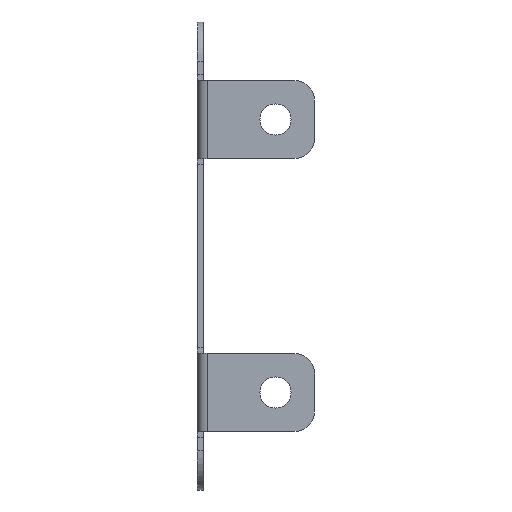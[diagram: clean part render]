
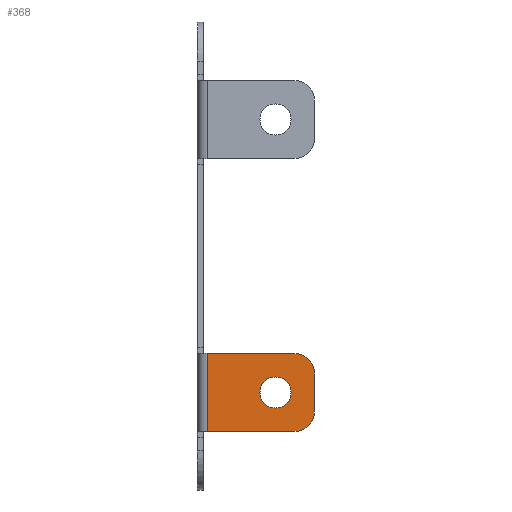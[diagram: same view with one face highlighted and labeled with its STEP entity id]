
A CAD part, left-side view. The second image highlights one B-rep face of the part: STEP entity #368.
In plain terms, the highlighted planar face has unit normal (-1, 0, 0).
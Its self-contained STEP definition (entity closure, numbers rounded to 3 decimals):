
#20 = CARTESIAN_POINT ( 'NONE',  ( -30., -30., -25. ) ) ;
#22 = VERTEX_POINT ( 'NONE', #2296 ) ;
#36 = ORIENTED_EDGE ( 'NONE', *, *, #2208, .F. ) ;
#43 = VERTEX_POINT ( 'NONE', #961 ) ;
#116 = CARTESIAN_POINT ( 'NONE',  ( -30., -25., -30. ) ) ;
#160 = DIRECTION ( 'NONE',  ( -1., 0., 0. ) ) ;
#202 = EDGE_LOOP ( 'NONE', ( #1202, #2802, #1109, #1036, #1555, #916 ) ) ;
#226 = DIRECTION ( 'NONE',  ( 0., 1., 0. ) ) ;
#245 = CARTESIAN_POINT ( 'NONE',  ( -30., -20., -35. ) ) ;
#254 = CARTESIAN_POINT ( 'NONE',  ( -30., 0., 0. ) ) ;
#261 = DIRECTION ( 'NONE',  ( -1., 0., 0. ) ) ;
#336 = EDGE_CURVE ( 'NONE', #1679, #2447, #1313, .T. ) ;
#352 = DIRECTION ( 'NONE',  ( 0., -1., 0. ) ) ;
#368 = ADVANCED_FACE ( 'NONE', ( #1559, #2700 ), #1546, .T. ) ;
#418 = VERTEX_POINT ( 'NONE', #1810 ) ;
#459 = DIRECTION ( 'NONE',  ( 0., 1., 0. ) ) ;
#506 = AXIS2_PLACEMENT_3D ( 'NONE', #116, #1010, #352 ) ;
#683 = VECTOR ( 'NONE', #1535, 1000. ) ;
#719 = VERTEX_POINT ( 'NONE', #2666 ) ;
#804 = DIRECTION ( 'NONE',  ( 0., 0., -1. ) ) ;
#839 = VERTEX_POINT ( 'NONE', #1570 ) ;
#875 = CIRCLE ( 'NONE', #2521, 4. ) ;
#911 = DIRECTION ( 'NONE',  ( 0., -1., 0. ) ) ;
#916 = ORIENTED_EDGE ( 'NONE', *, *, #2514, .T. ) ;
#932 = DIRECTION ( 'NONE',  ( 0., 1., 0. ) ) ;
#961 = CARTESIAN_POINT ( 'NONE',  ( -30., -30., -40. ) ) ;
#1010 = DIRECTION ( 'NONE',  ( -1., 0., 0. ) ) ;
#1036 = ORIENTED_EDGE ( 'NONE', *, *, #336, .T. ) ;
#1052 = EDGE_CURVE ( 'NONE', #22, #43, #2559, .T. ) ;
#1093 = CARTESIAN_POINT ( 'NONE',  ( -30., -2.5, 0. ) ) ;
#1109 = ORIENTED_EDGE ( 'NONE', *, *, #1809, .F. ) ;
#1114 = CARTESIAN_POINT ( 'NONE',  ( -30., -20., -35. ) ) ;
#1156 = CARTESIAN_POINT ( 'NONE',  ( -30., -24., -35. ) ) ;
#1202 = ORIENTED_EDGE ( 'NONE', *, *, #2420, .F. ) ;
#1250 = LINE ( 'NONE', #2148, #2051 ) ;
#1261 = AXIS2_PLACEMENT_3D ( 'NONE', #254, #2713, #226 ) ;
#1313 = CIRCLE ( 'NONE', #506, 5. ) ;
#1375 = ORIENTED_EDGE ( 'NONE', *, *, #2601, .F. ) ;
#1490 = CARTESIAN_POINT ( 'NONE',  ( -30., -25., -25. ) ) ;
#1535 = DIRECTION ( 'NONE',  ( 0., 0., -1. ) ) ;
#1546 = PLANE ( 'NONE',  #1261 ) ;
#1555 = ORIENTED_EDGE ( 'NONE', *, *, #1986, .F. ) ;
#1559 = FACE_BOUND ( 'NONE', #2190, .T. ) ;
#1570 = CARTESIAN_POINT ( 'NONE',  ( -30., -16., -35. ) ) ;
#1679 = VERTEX_POINT ( 'NONE', #2034 ) ;
#1706 = CARTESIAN_POINT ( 'NONE',  ( -30., -1.5, -45. ) ) ;
#1809 = EDGE_CURVE ( 'NONE', #1679, #43, #1250, .T. ) ;
#1810 = CARTESIAN_POINT ( 'NONE',  ( -30., -2.5, -45. ) ) ;
#1940 = LINE ( 'NONE', #1706, #2803 ) ;
#1986 = EDGE_CURVE ( 'NONE', #719, #2447, #2031, .T. ) ;
#2008 = CIRCLE ( 'NONE', #2388, 4. ) ;
#2031 = LINE ( 'NONE', #20, #2862 ) ;
#2034 = CARTESIAN_POINT ( 'NONE',  ( -30., -30., -30. ) ) ;
#2051 = VECTOR ( 'NONE', #804, 1000. ) ;
#2148 = CARTESIAN_POINT ( 'NONE',  ( -30., -30., -45. ) ) ;
#2165 = DIRECTION ( 'NONE',  ( 0., 1., 0. ) ) ;
#2190 = EDGE_LOOP ( 'NONE', ( #36, #1375 ) ) ;
#2208 = EDGE_CURVE ( 'NONE', #2257, #839, #2008, .T. ) ;
#2257 = VERTEX_POINT ( 'NONE', #1156 ) ;
#2296 = CARTESIAN_POINT ( 'NONE',  ( -30., -25., -45. ) ) ;
#2388 = AXIS2_PLACEMENT_3D ( 'NONE', #1114, #261, #932 ) ;
#2420 = EDGE_CURVE ( 'NONE', #22, #418, #1940, .T. ) ;
#2447 = VERTEX_POINT ( 'NONE', #1490 ) ;
#2478 = DIRECTION ( 'NONE',  ( -1., 0., 0. ) ) ;
#2514 = EDGE_CURVE ( 'NONE', #719, #418, #2658, .T. ) ;
#2521 = AXIS2_PLACEMENT_3D ( 'NONE', #245, #2478, #459 ) ;
#2559 = CIRCLE ( 'NONE', #2752, 5. ) ;
#2601 = EDGE_CURVE ( 'NONE', #839, #2257, #875, .T. ) ;
#2614 = DIRECTION ( 'NONE',  ( 0., -1., 0. ) ) ;
#2658 = LINE ( 'NONE', #1093, #683 ) ;
#2666 = CARTESIAN_POINT ( 'NONE',  ( -30., -2.5, -25. ) ) ;
#2700 = FACE_OUTER_BOUND ( 'NONE', #202, .T. ) ;
#2713 = DIRECTION ( 'NONE',  ( -1., 0., 0. ) ) ;
#2752 = AXIS2_PLACEMENT_3D ( 'NONE', #2806, #160, #2614 ) ;
#2802 = ORIENTED_EDGE ( 'NONE', *, *, #1052, .T. ) ;
#2803 = VECTOR ( 'NONE', #2165, 1000. ) ;
#2806 = CARTESIAN_POINT ( 'NONE',  ( -30., -25., -40. ) ) ;
#2862 = VECTOR ( 'NONE', #911, 1000. ) ;
